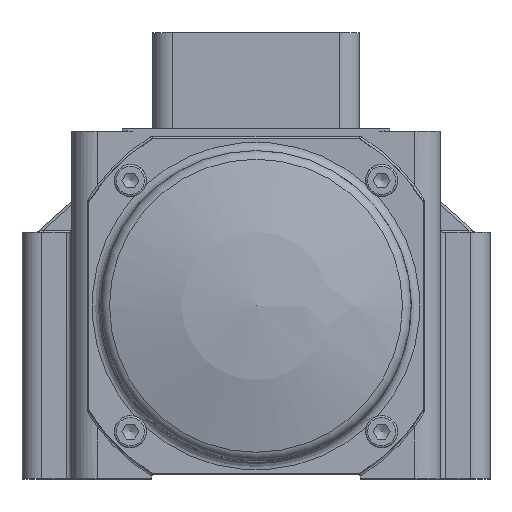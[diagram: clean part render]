
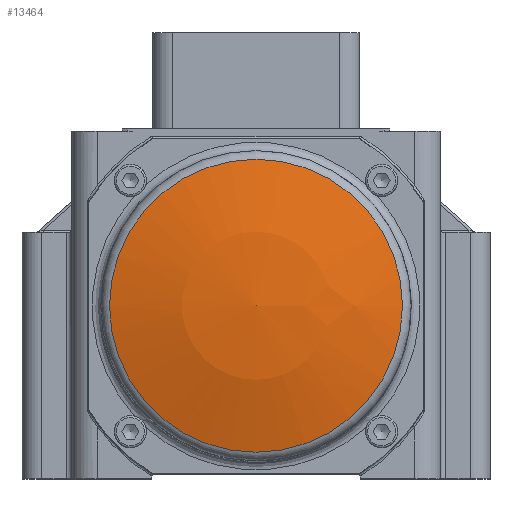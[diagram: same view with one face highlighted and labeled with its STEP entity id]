
A CAD part, top view. The second image highlights one B-rep face of the part: STEP entity #13464.
In plain terms, the highlighted spherical face has radius 201.5 mm.
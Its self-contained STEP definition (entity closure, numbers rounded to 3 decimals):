
#13444=CARTESIAN_POINT('',(-59.476,-15.,158.522));
#13445=VERTEX_POINT('',#13444);
#13446=CARTESIAN_POINT('',(0.,-15.0,158.522));
#13447=DIRECTION('',(0.0,0.0,-1.0));
#13448=DIRECTION('',(1.0,0.0,0.0));
#13449=AXIS2_PLACEMENT_3D('',#13446,#13447,#13448);
#13450=CIRCLE('',#13449,59.476);
#13451=EDGE_CURVE('',#13445,#13445,#13450,.T.);
#13456=CARTESIAN_POINT('',(0.,-15.0,-34.));
#13457=DIRECTION('',(0.0,0.0,1.0));
#13458=DIRECTION('',(1.0,0.0,0.0));
#13459=AXIS2_PLACEMENT_3D('',#13456,#13457,#13458);
#13460=SPHERICAL_SURFACE('',#13459,201.5);
#13461=ORIENTED_EDGE('',*,*,#13451,.F.);
#13462=EDGE_LOOP('',(#13461));
#13463=FACE_OUTER_BOUND('',#13462,.T.);
#13464=ADVANCED_FACE('',(#13463),#13460,.T.);
